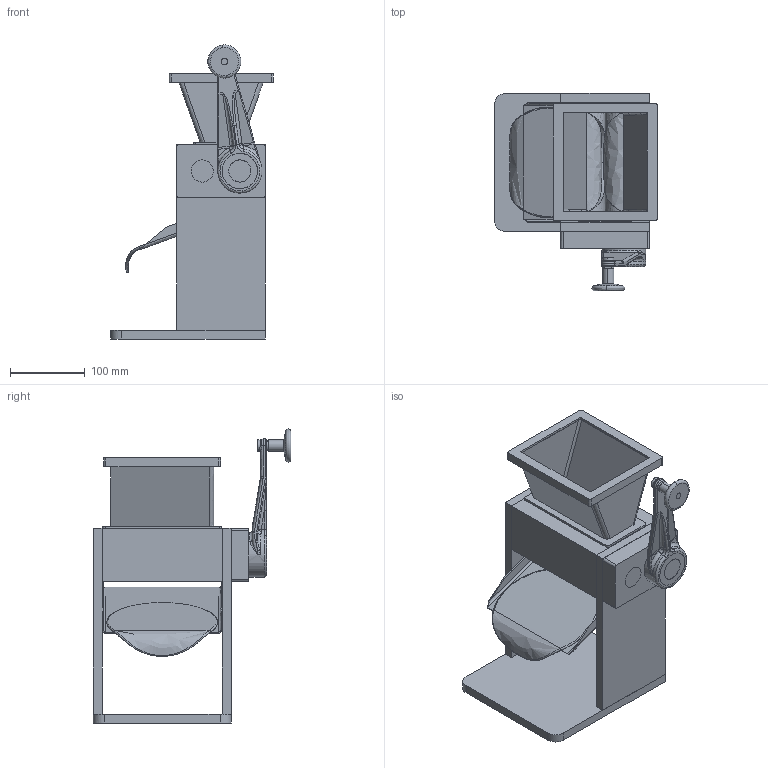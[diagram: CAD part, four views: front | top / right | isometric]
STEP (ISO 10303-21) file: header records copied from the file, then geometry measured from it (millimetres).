
FILE_DESCRIPTION(('FreeCAD Model'),'2;1');
FILE_NAME('Open CASCADE Shape Model','2025-05-28T15:20:20',('FreeCAD'),( 'FreeCAD'),'Open CASCADE STEP processor 7.6','FreeCAD','Unknown');
FILE_SCHEMA(('AUTOMOTIVE_DESIGN { 1 0 10303 214 1 1 1 1 }'));
Length unit declared in the file: millimetre
Products named in the file (1): Open CASCADE STEP translator 7.6 1
Bounding box: 217.48 x 263.83 x 392.45 mm (x, y, z)
Volume: 2754507.3 mm3; surface area: 673149.7 mm2
Topology: 18 solids, 18 shells, 551 faces, 1450 edges, 936 vertices
Faces by surface type: bspline 551
Entity records: 23125 total; most frequent: CARTESIAN_POINT 14812, ORIENTED_EDGE 2888, EDGE_CURVE 1444, B_SPLINE_CURVE_WITH_KNOTS 978, VERTEX_POINT 936, FACE_BOUND 592, EDGE_LOOP 592, ADVANCED_FACE 551
